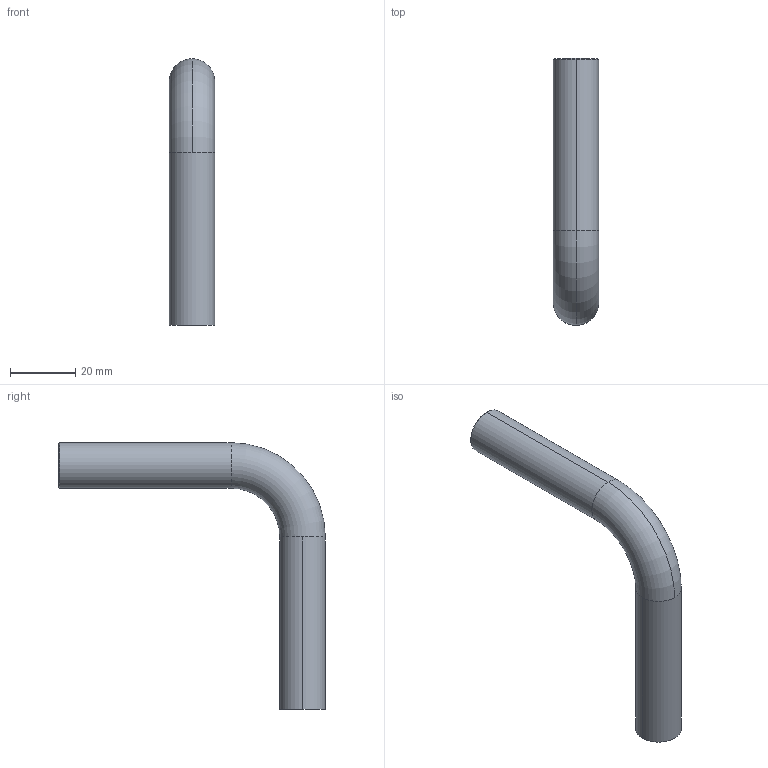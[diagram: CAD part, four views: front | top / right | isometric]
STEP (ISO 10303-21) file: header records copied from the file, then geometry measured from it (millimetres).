
FILE_DESCRIPTION (( 'STEP AP203' ), '1' );
FILE_NAME ('50248-V4A.STEP', '2020-09-22T14:18:05', ( '' ), ( '' ), 'SwSTEP 2.0', 'SolidWorks 2018', '' );
FILE_SCHEMA (( 'CONFIG_CONTROL_DESIGN' ));
Length unit declared in the file: millimetre
Products named in the file (2): 50248-V4A
Bounding box: 14 x 82 x 82 mm (x, y, z)
Volume: 20799.7 mm3; surface area: 6950.8 mm2
Topology: 1 solids, 1 shells, 244 faces, 640 edges, 423 vertices
Faces by surface type: plane 142, bspline 88, cone 6, cylinder 6, torus 2
Entity records: 12333 total; most frequent: CARTESIAN_POINT 6755, ORIENTED_EDGE 1276, DIRECTION 798, EDGE_CURVE 638, LINE 442, VECTOR 442, VERTEX_POINT 423, EDGE_LOOP 271
